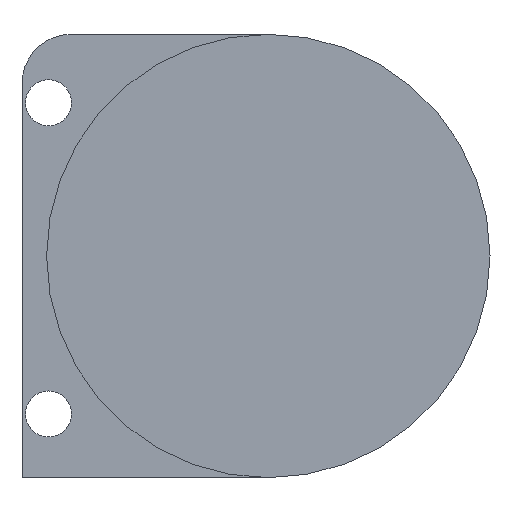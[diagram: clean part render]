
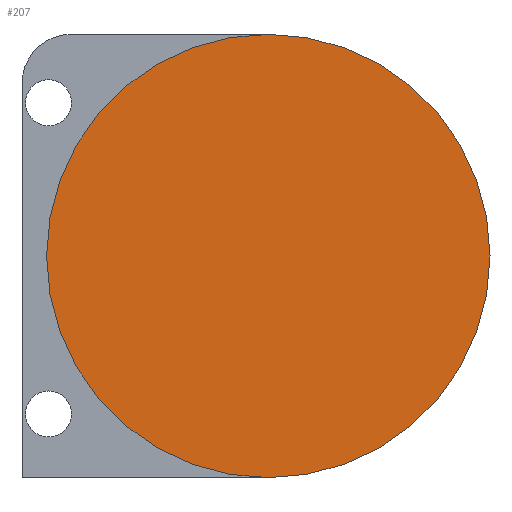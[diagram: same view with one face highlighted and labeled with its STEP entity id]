
A CAD part, left-side view. The second image highlights one B-rep face of the part: STEP entity #207.
In plain terms, the highlighted planar face has unit normal (-1, 0, 0).
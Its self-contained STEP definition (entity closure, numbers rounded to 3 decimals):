
#1 = PLANE ( 'NONE',  #130 ) ;
#32 = DIRECTION ( 'NONE',  ( 1., 0., 0. ) ) ;
#64 = AXIS2_PLACEMENT_3D ( 'NONE', #252, #32, #261 ) ;
#75 = DIRECTION ( 'NONE',  ( 0., 0., -1. ) ) ;
#85 = CARTESIAN_POINT ( 'NONE',  ( -34.3, 0., 0. ) ) ;
#106 = FACE_OUTER_BOUND ( 'NONE', #411, .T. ) ;
#130 = AXIS2_PLACEMENT_3D ( 'NONE', #399, #145, #75 ) ;
#145 = DIRECTION ( 'NONE',  ( 1., 0., 0. ) ) ;
#202 = VERTEX_POINT ( 'NONE', #361 ) ;
#207 = ADVANCED_FACE ( 'NONE', ( #106 ), #1, .F. ) ;
#252 = CARTESIAN_POINT ( 'NONE',  ( -34.3, 0., 0. ) ) ;
#261 = DIRECTION ( 'NONE',  ( 0., 0., -1. ) ) ;
#284 = ORIENTED_EDGE ( 'NONE', *, *, #380, .F. ) ;
#289 = EDGE_CURVE ( 'NONE', #202, #373, #328, .T. ) ;
#328 = CIRCLE ( 'NONE', #64, 13.5 ) ;
#331 = CARTESIAN_POINT ( 'NONE',  ( -34.3, 0., -13.5 ) ) ;
#361 = CARTESIAN_POINT ( 'NONE',  ( -34.3, 0., 13.5 ) ) ;
#373 = VERTEX_POINT ( 'NONE', #331 ) ;
#380 = EDGE_CURVE ( 'NONE', #373, #202, #388, .T. ) ;
#381 = DIRECTION ( 'NONE',  ( 0., 0., -1. ) ) ;
#388 = CIRCLE ( 'NONE', #449, 13.5 ) ;
#399 = CARTESIAN_POINT ( 'NONE',  ( -34.3, 0., 0. ) ) ;
#411 = EDGE_LOOP ( 'NONE', ( #284, #447 ) ) ;
#422 = DIRECTION ( 'NONE',  ( 1., 0., 0. ) ) ;
#447 = ORIENTED_EDGE ( 'NONE', *, *, #289, .F. ) ;
#449 = AXIS2_PLACEMENT_3D ( 'NONE', #85, #422, #381 ) ;
